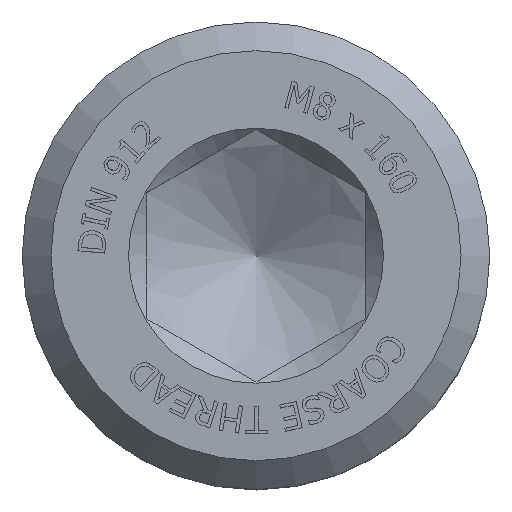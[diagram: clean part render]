
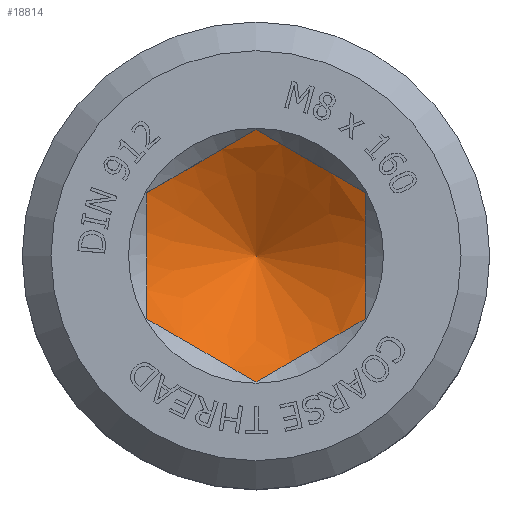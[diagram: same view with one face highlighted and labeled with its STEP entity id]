
A CAD part, top view. The second image highlights one B-rep face of the part: STEP entity #18814.
In plain terms, the highlighted conical face has half-angle 60 degrees and reference radius 2.6 mm.
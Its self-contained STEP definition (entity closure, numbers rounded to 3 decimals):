
#18442=CARTESIAN_POINT('',(0.,3.51,-4.0));
#18443=VERTEX_POINT('',#18442);
#18450=CARTESIAN_POINT('',(3.04,1.755,-4.0));
#18451=VERTEX_POINT('',#18450);
#18452=CARTESIAN_POINT('',(3.04,1.755,-4.0));
#18453=CARTESIAN_POINT('',(1.52,2.633,-4.507));
#18454=CARTESIAN_POINT('',(0.,3.51,-4.0));
#18462=(BOUNDED_CURVE()B_SPLINE_CURVE(2,(#18452,#18453,#18454),.UNSPECIFIED.,.F.,.U.)B_SPLINE_CURVE_WITH_KNOTS((3,3),(0.21,0.67),.UNSPECIFIED.)CURVE()GEOMETRIC_REPRESENTATION_ITEM()RATIONAL_B_SPLINE_CURVE((1.258,1.453,1.258))REPRESENTATION_ITEM(''));
#18463=EDGE_CURVE('',#18451,#18443,#18462,.T.);
#18480=CARTESIAN_POINT('',(-3.04,1.755,-4.0));
#18481=VERTEX_POINT('',#18480);
#18488=CARTESIAN_POINT('',(0.,3.51,-4.0));
#18489=CARTESIAN_POINT('',(-1.52,2.633,-4.507));
#18490=CARTESIAN_POINT('',(-3.04,1.755,-4.0));
#18498=(BOUNDED_CURVE()B_SPLINE_CURVE(2,(#18488,#18489,#18490),.UNSPECIFIED.,.F.,.U.)B_SPLINE_CURVE_WITH_KNOTS((3,3),(0.21,0.67),.UNSPECIFIED.)CURVE()GEOMETRIC_REPRESENTATION_ITEM()RATIONAL_B_SPLINE_CURVE((1.258,1.453,1.258))REPRESENTATION_ITEM(''));
#18499=EDGE_CURVE('',#18443,#18481,#18498,.T.);
#18511=CARTESIAN_POINT('',(-3.04,-1.755,-4.0));
#18512=VERTEX_POINT('',#18511);
#18519=CARTESIAN_POINT('',(-3.04,1.755,-4.0));
#18520=CARTESIAN_POINT('',(-3.04,0.,-4.507));
#18521=CARTESIAN_POINT('',(-3.04,-1.755,-4.0));
#18529=(BOUNDED_CURVE()B_SPLINE_CURVE(2,(#18519,#18520,#18521),.UNSPECIFIED.,.F.,.U.)B_SPLINE_CURVE_WITH_KNOTS((3,3),(0.21,0.67),.UNSPECIFIED.)CURVE()GEOMETRIC_REPRESENTATION_ITEM()RATIONAL_B_SPLINE_CURVE((1.258,1.453,1.258))REPRESENTATION_ITEM(''));
#18530=EDGE_CURVE('',#18481,#18512,#18529,.T.);
#18542=CARTESIAN_POINT('',(0.,-3.51,-4.0));
#18543=VERTEX_POINT('',#18542);
#18550=CARTESIAN_POINT('',(-3.04,-1.755,-4.0));
#18551=CARTESIAN_POINT('',(-1.52,-2.633,-4.507));
#18552=CARTESIAN_POINT('',(0.,-3.51,-4.0));
#18560=(BOUNDED_CURVE()B_SPLINE_CURVE(2,(#18550,#18551,#18552),.UNSPECIFIED.,.F.,.U.)B_SPLINE_CURVE_WITH_KNOTS((3,3),(0.21,0.67),.UNSPECIFIED.)CURVE()GEOMETRIC_REPRESENTATION_ITEM()RATIONAL_B_SPLINE_CURVE((1.258,1.453,1.258))REPRESENTATION_ITEM(''));
#18561=EDGE_CURVE('',#18512,#18543,#18560,.T.);
#18573=CARTESIAN_POINT('',(3.04,-1.755,-4.));
#18574=VERTEX_POINT('',#18573);
#18581=CARTESIAN_POINT('',(0.,-3.51,-4.0));
#18582=CARTESIAN_POINT('',(1.52,-2.633,-4.507));
#18583=CARTESIAN_POINT('',(3.04,-1.755,-4.));
#18591=(BOUNDED_CURVE()B_SPLINE_CURVE(2,(#18581,#18582,#18583),.UNSPECIFIED.,.F.,.U.)B_SPLINE_CURVE_WITH_KNOTS((3,3),(0.21,0.67),.UNSPECIFIED.)CURVE()GEOMETRIC_REPRESENTATION_ITEM()RATIONAL_B_SPLINE_CURVE((1.258,1.453,1.258))REPRESENTATION_ITEM(''));
#18592=EDGE_CURVE('',#18543,#18574,#18591,.T.);
#18605=CARTESIAN_POINT('',(3.04,-1.755,-4.));
#18606=CARTESIAN_POINT('',(3.04,0.,-4.507));
#18607=CARTESIAN_POINT('',(3.04,1.755,-4.0));
#18615=(BOUNDED_CURVE()B_SPLINE_CURVE(2,(#18605,#18606,#18607),.UNSPECIFIED.,.F.,.U.)B_SPLINE_CURVE_WITH_KNOTS((3,3),(0.21,0.67),.UNSPECIFIED.)CURVE()GEOMETRIC_REPRESENTATION_ITEM()RATIONAL_B_SPLINE_CURVE((1.258,1.453,1.258))REPRESENTATION_ITEM(''));
#18616=EDGE_CURVE('',#18574,#18451,#18615,.T.);
#18801=CARTESIAN_POINT('',(0.0,0.,-4.526));
#18802=DIRECTION('',(0.0,0.,1.0));
#18803=DIRECTION('',(0.0,1.0,0.0));
#18804=AXIS2_PLACEMENT_3D('',#18801,#18802,#18803);
#18805=CONICAL_SURFACE('',#18804,2.6,60.);
#18806=ORIENTED_EDGE('',*,*,#18530,.T.);
#18807=ORIENTED_EDGE('',*,*,#18561,.T.);
#18808=ORIENTED_EDGE('',*,*,#18592,.T.);
#18809=ORIENTED_EDGE('',*,*,#18616,.T.);
#18810=ORIENTED_EDGE('',*,*,#18463,.T.);
#18811=ORIENTED_EDGE('',*,*,#18499,.T.);
#18812=EDGE_LOOP('',(#18806,#18807,#18808,#18809,#18810,#18811));
#18813=FACE_OUTER_BOUND('',#18812,.T.);
#18814=ADVANCED_FACE('',(#18813),#18805,.F.);
